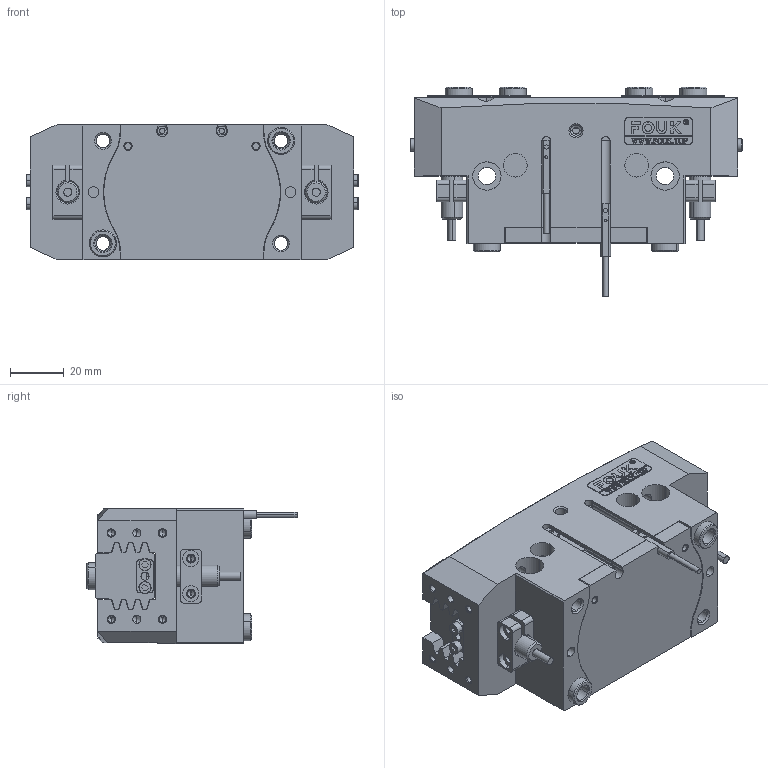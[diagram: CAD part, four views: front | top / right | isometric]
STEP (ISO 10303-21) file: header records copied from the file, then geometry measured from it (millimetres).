
FILE_DESCRIPTION (( 'STEP AP203' ), '1' );
FILE_NAME ('FR45-120-S.STEP', '2025-05-06T07:05:32', ( 'USER-' ), ( 'Microsoft' ), 'SwSTEP 2.0', 'SolidWorks 2018', '' );
FILE_SCHEMA (( 'CONFIG_CONTROL_DESIGN' ));
Length unit declared in the file: millimetre
Products named in the file (13): TRT45-120-MX-01A 喘倛褲极A; 棠羲換覜ん; TRT45-120-MX-05 菁裔啣; 揤輸杅耀.sldasm-Part-9; TRT46-120-S-02 喘倛賑輸; 内六角圆柱头螺钉[GBT70_1-2008][M2.5×8]; FR45-120-S; 8x23諉輪羲壽; 25x10-R1.5; ﾏ擎ﾗ10｡ﾁ6｡ﾁ6; TRT45-120-MX-06 笢猾え; 揤輸; P-GS-T-01 喘倛蚚標釱
Assembly tree (23 placements, depth 3):
  FR45-120-S
    TRT45-120-MX-01A 喘倛褲极A
    TRT45-120-MX-05 菁裔啣
    TRT45-120-MX-06 笢猾え
    P-GS-T-01 喘倛蚚標釱  x2
    8x23諉輪羲壽  x2
    揤輸  x2
      揤輸杅耀.sldasm-Part-9
      内六角圆柱头螺钉[GBT70_1-2008][M2.5×8]
    ﾏ擎ﾗ10｡ﾁ6｡ﾁ6  x6
    25x10-R1.5
    棠羲換覜ん  x2
    TRT46-120-S-02 喘倛賑輸  x2
Bounding box: 123 x 77.82 x 50.1 mm (x, y, z)
Volume: 250318.5 mm3; surface area: 77992.3 mm2
Topology: 24 solids, 28 shells, 1402 faces, 3583 edges, 2268 vertices
Faces by surface type: plane 592, cylinder 393, cone 246, bspline 155, torus 16
Entity records: 40638 total; most frequent: CARTESIAN_POINT 12761, ORIENTED_EDGE 5606, DIRECTION 5089, EDGE_CURVE 2803, VERTEX_POINT 1822, VECTOR 1741, LINE 1741, AXIS2_PLACEMENT_3D 1674
